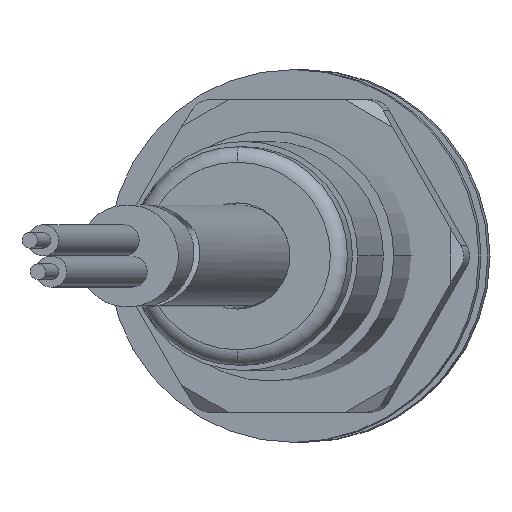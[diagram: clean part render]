
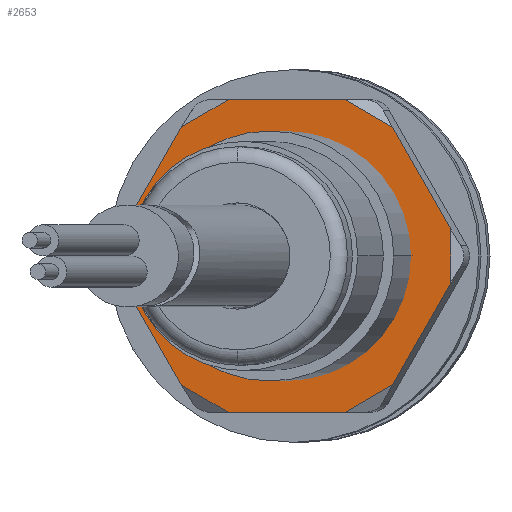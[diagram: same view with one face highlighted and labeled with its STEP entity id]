
A CAD part, front view. The second image highlights one B-rep face of the part: STEP entity #2653.
In plain terms, the highlighted face is planar.
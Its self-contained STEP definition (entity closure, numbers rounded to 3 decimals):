
#10 = DIRECTION ( 'NONE',  ( -1., 0., 0. ) ) ;
#24 = DIRECTION ( 'NONE',  ( -0.5, 0., -0.866 ) ) ;
#44 = VERTEX_POINT ( 'NONE', #2665 ) ;
#45 = DIRECTION ( 'NONE',  ( 0., 1., 0. ) ) ;
#89 = VERTEX_POINT ( 'NONE', #2118 ) ;
#94 = CARTESIAN_POINT ( 'NONE',  ( 7.91, 4., 1.299 ) ) ;
#128 = DIRECTION ( 'NONE',  ( 0., 0., -1. ) ) ;
#162 = AXIS2_PLACEMENT_3D ( 'NONE', #2260, #1127, #1984 ) ;
#177 = VECTOR ( 'NONE', #967, 1000. ) ;
#181 = CARTESIAN_POINT ( 'NONE',  ( -3.955, 4., -6.85 ) ) ;
#192 = VERTEX_POINT ( 'NONE', #1906 ) ;
#230 = VECTOR ( 'NONE', #290, 1000. ) ;
#266 = LINE ( 'NONE', #2491, #3480 ) ;
#270 = EDGE_CURVE ( 'NONE', #490, #661, #2435, .T. ) ;
#282 = LINE ( 'NONE', #2212, #3472 ) ;
#290 = DIRECTION ( 'NONE',  ( 0., 0., 1. ) ) ;
#295 = FACE_BOUND ( 'NONE', #2482, .T. ) ;
#316 = DIRECTION ( 'NONE',  ( 0.866, 0., 0.5 ) ) ;
#370 = FACE_OUTER_BOUND ( 'NONE', #2641, .T. ) ;
#490 = VERTEX_POINT ( 'NONE', #2639 ) ;
#491 = CARTESIAN_POINT ( 'NONE',  ( 2.83, 4., 7.5 ) ) ;
#503 = VERTEX_POINT ( 'NONE', #1291 ) ;
#535 = CARTESIAN_POINT ( 'NONE',  ( 0., 4., 0. ) ) ;
#562 = DIRECTION ( 'NONE',  ( 0.866, 0., -0.5 ) ) ;
#587 = DIRECTION ( 'NONE',  ( 0., -1., 0. ) ) ;
#616 = EDGE_CURVE ( 'NONE', #3293, #503, #3145, .T. ) ;
#621 = LINE ( 'NONE', #2871, #2841 ) ;
#661 = VERTEX_POINT ( 'NONE', #1195 ) ;
#701 = ORIENTED_EDGE ( 'NONE', *, *, #1307, .T. ) ;
#730 = ORIENTED_EDGE ( 'NONE', *, *, #1271, .T. ) ;
#813 = VECTOR ( 'NONE', #2227, 1000. ) ;
#827 = LINE ( 'NONE', #2523, #813 ) ;
#832 = CARTESIAN_POINT ( 'NONE',  ( -7.91, 4., 0. ) ) ;
#913 = VERTEX_POINT ( 'NONE', #94 ) ;
#964 = EDGE_CURVE ( 'NONE', #2312, #3131, #621, .T. ) ;
#967 = DIRECTION ( 'NONE',  ( 0.5, 0., 0.866 ) ) ;
#976 = CARTESIAN_POINT ( 'NONE',  ( -7.91, 4., -1.299 ) ) ;
#1040 = VECTOR ( 'NONE', #316, 1000. ) ;
#1077 = ORIENTED_EDGE ( 'NONE', *, *, #2077, .T. ) ;
#1114 = CARTESIAN_POINT ( 'NONE',  ( 2.83, 4., -7.5 ) ) ;
#1127 = DIRECTION ( 'NONE',  ( 0., -1., 0. ) ) ;
#1195 = CARTESIAN_POINT ( 'NONE',  ( 0., 4., -5.6 ) ) ;
#1271 = EDGE_CURVE ( 'NONE', #2382, #2312, #3075, .T. ) ;
#1280 = ORIENTED_EDGE ( 'NONE', *, *, #270, .T. ) ;
#1291 = CARTESIAN_POINT ( 'NONE',  ( -5.08, 4., 6.201 ) ) ;
#1296 = ORIENTED_EDGE ( 'NONE', *, *, #3555, .T. ) ;
#1307 = EDGE_CURVE ( 'NONE', #44, #913, #827, .T. ) ;
#1377 = LINE ( 'NONE', #181, #3191 ) ;
#1399 = VECTOR ( 'NONE', #128, 1000. ) ;
#1454 = CARTESIAN_POINT ( 'NONE',  ( 8.66, 4., 0. ) ) ;
#1459 = CARTESIAN_POINT ( 'NONE',  ( -3.955, 4., 6.85 ) ) ;
#1471 = AXIS2_PLACEMENT_3D ( 'NONE', #535, #587, #1653 ) ;
#1476 = ORIENTED_EDGE ( 'NONE', *, *, #2927, .T. ) ;
#1516 = DIRECTION ( 'NONE',  ( -0.866, 0., -0.5 ) ) ;
#1653 = DIRECTION ( 'NONE',  ( 0., 0., 1. ) ) ;
#1715 = PLANE ( 'NONE',  #2250 ) ;
#1777 = EDGE_CURVE ( 'NONE', #913, #2382, #2616, .T. ) ;
#1778 = CARTESIAN_POINT ( 'NONE',  ( -8.66, 4., 0. ) ) ;
#1797 = VECTOR ( 'NONE', #2840, 1000. ) ;
#1857 = EDGE_CURVE ( 'NONE', #661, #490, #3123, .T. ) ;
#1859 = CARTESIAN_POINT ( 'NONE',  ( -7.91, 4., 1.299 ) ) ;
#1906 = CARTESIAN_POINT ( 'NONE',  ( -5.08, 4., -6.201 ) ) ;
#1923 = CARTESIAN_POINT ( 'NONE',  ( -4.33, 4., 7.5 ) ) ;
#1984 = DIRECTION ( 'NONE',  ( 0., 0., 1. ) ) ;
#1998 = CARTESIAN_POINT ( 'NONE',  ( -4.33, 4., -7.5 ) ) ;
#2077 = EDGE_CURVE ( 'NONE', #3131, #2284, #282, .T. ) ;
#2085 = CARTESIAN_POINT ( 'NONE',  ( 7.91, 4., 0. ) ) ;
#2118 = CARTESIAN_POINT ( 'NONE',  ( -2.83, 4., 7.5 ) ) ;
#2189 = CARTESIAN_POINT ( 'NONE',  ( -2.83, 4., -7.5 ) ) ;
#2212 = CARTESIAN_POINT ( 'NONE',  ( 4.33, 4., -7.5 ) ) ;
#2227 = DIRECTION ( 'NONE',  ( 0.5, 0., -0.866 ) ) ;
#2249 = VERTEX_POINT ( 'NONE', #976 ) ;
#2250 = AXIS2_PLACEMENT_3D ( 'NONE', #3414, #45, #2304 ) ;
#2260 = CARTESIAN_POINT ( 'NONE',  ( 0., 4., 0. ) ) ;
#2265 = VECTOR ( 'NONE', #24, 1000. ) ;
#2284 = VERTEX_POINT ( 'NONE', #2189 ) ;
#2304 = DIRECTION ( 'NONE',  ( 0., 0., 1. ) ) ;
#2312 = VERTEX_POINT ( 'NONE', #3035 ) ;
#2382 = VERTEX_POINT ( 'NONE', #2748 ) ;
#2435 = CIRCLE ( 'NONE', #1471, 5.6 ) ;
#2482 = EDGE_LOOP ( 'NONE', ( #1280, #2935 ) ) ;
#2491 = CARTESIAN_POINT ( 'NONE',  ( 3.955, 4., 6.85 ) ) ;
#2523 = CARTESIAN_POINT ( 'NONE',  ( 4.33, 4., 7.5 ) ) ;
#2593 = VERTEX_POINT ( 'NONE', #491 ) ;
#2616 = LINE ( 'NONE', #2085, #1399 ) ;
#2639 = CARTESIAN_POINT ( 'NONE',  ( 0., 4., 5.6 ) ) ;
#2641 = EDGE_LOOP ( 'NONE', ( #3000, #3026, #2857, #1476, #701, #3437, #730, #2878, #1077, #2800, #1296, #2702 ) ) ;
#2653 = ADVANCED_FACE ( 'NONE', ( #295, #370 ), #1715, .T. ) ;
#2665 = CARTESIAN_POINT ( 'NONE',  ( 5.08, 4., 6.201 ) ) ;
#2702 = ORIENTED_EDGE ( 'NONE', *, *, #2877, .T. ) ;
#2748 = CARTESIAN_POINT ( 'NONE',  ( 7.91, 4., -1.299 ) ) ;
#2800 = ORIENTED_EDGE ( 'NONE', *, *, #3581, .T. ) ;
#2840 = DIRECTION ( 'NONE',  ( -0.5, 0., 0.866 ) ) ;
#2841 = VECTOR ( 'NONE', #1516, 1000. ) ;
#2857 = ORIENTED_EDGE ( 'NONE', *, *, #2987, .T. ) ;
#2871 = CARTESIAN_POINT ( 'NONE',  ( 3.955, 4., -6.85 ) ) ;
#2877 = EDGE_CURVE ( 'NONE', #2249, #3293, #3066, .T. ) ;
#2878 = ORIENTED_EDGE ( 'NONE', *, *, #964, .T. ) ;
#2927 = EDGE_CURVE ( 'NONE', #2593, #44, #266, .T. ) ;
#2935 = ORIENTED_EDGE ( 'NONE', *, *, #1857, .T. ) ;
#2970 = DIRECTION ( 'NONE',  ( -0.866, 0., 0.5 ) ) ;
#2987 = EDGE_CURVE ( 'NONE', #89, #2593, #3273, .T. ) ;
#3000 = ORIENTED_EDGE ( 'NONE', *, *, #616, .T. ) ;
#3025 = DIRECTION ( 'NONE',  ( 1., 0., 0. ) ) ;
#3026 = ORIENTED_EDGE ( 'NONE', *, *, #3087, .T. ) ;
#3035 = CARTESIAN_POINT ( 'NONE',  ( 5.08, 4., -6.201 ) ) ;
#3066 = LINE ( 'NONE', #832, #230 ) ;
#3075 = LINE ( 'NONE', #1454, #2265 ) ;
#3087 = EDGE_CURVE ( 'NONE', #503, #89, #3405, .T. ) ;
#3123 = CIRCLE ( 'NONE', #162, 5.6 ) ;
#3125 = VECTOR ( 'NONE', #3025, 1000. ) ;
#3131 = VERTEX_POINT ( 'NONE', #1114 ) ;
#3145 = LINE ( 'NONE', #1778, #177 ) ;
#3191 = VECTOR ( 'NONE', #2970, 1000. ) ;
#3273 = LINE ( 'NONE', #1923, #3125 ) ;
#3293 = VERTEX_POINT ( 'NONE', #1859 ) ;
#3389 = LINE ( 'NONE', #1998, #1797 ) ;
#3405 = LINE ( 'NONE', #1459, #1040 ) ;
#3414 = CARTESIAN_POINT ( 'NONE',  ( 0., 4., 0. ) ) ;
#3437 = ORIENTED_EDGE ( 'NONE', *, *, #1777, .T. ) ;
#3472 = VECTOR ( 'NONE', #10, 1000. ) ;
#3480 = VECTOR ( 'NONE', #562, 1000. ) ;
#3555 = EDGE_CURVE ( 'NONE', #192, #2249, #3389, .T. ) ;
#3581 = EDGE_CURVE ( 'NONE', #2284, #192, #1377, .T. ) ;
